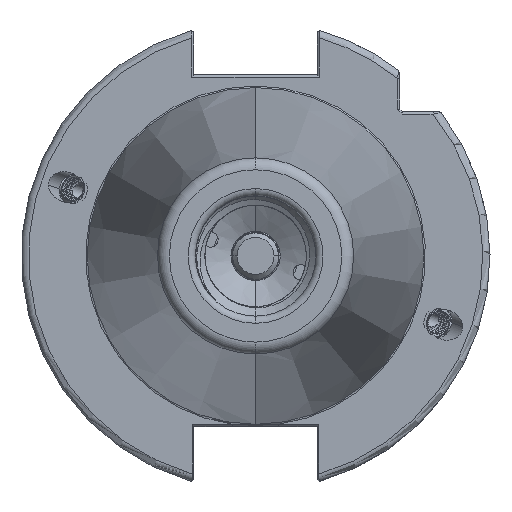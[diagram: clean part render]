
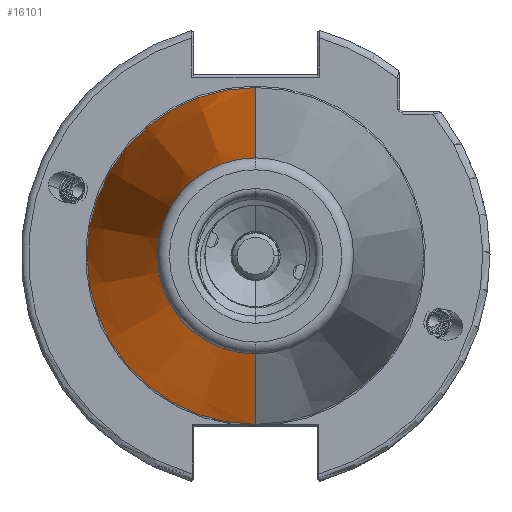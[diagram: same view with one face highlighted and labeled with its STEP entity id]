
A CAD part, left-side view. The second image highlights one B-rep face of the part: STEP entity #16101.
In plain terms, the highlighted conical face has half-angle 8.297 degrees and reference radius 35.392 mm.
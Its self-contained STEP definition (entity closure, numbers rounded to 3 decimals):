
#6565 = ORIENTED_EDGE ( 'NONE', *, *, #33616, .F. ) ;
#6583 = ORIENTED_EDGE ( 'NONE', *, *, #33614, .T. ) ;
#6587 = ORIENTED_EDGE ( 'NONE', *, *, #33572, .F. ) ;
#6626 = ORIENTED_EDGE ( 'NONE', *, *, #33583, .T. ) ;
#11052 = EDGE_LOOP ( 'NONE', ( #6626, #6583, #6565, #6587, #36941 ) ) ;
#12239 = VERTEX_POINT ( 'NONE', #40109 ) ;
#12266 = VERTEX_POINT ( 'NONE', #40154 ) ;
#12285 = VERTEX_POINT ( 'NONE', #40140 ) ;
#12327 = VERTEX_POINT ( 'NONE', #40227 ) ;
#12336 = VERTEX_POINT ( 'NONE', #40208 ) ;
#14720 = AXIS2_PLACEMENT_3D ( 'NONE', #23262, #23304, #23306 ) ;
#14763 = AXIS2_PLACEMENT_3D ( 'NONE', #22755, #22757, #22780 ) ;
#14836 = AXIS2_PLACEMENT_3D ( 'NONE', #22891, #22894, #22913 ) ;
#15417 = VECTOR ( 'NONE', #22884, 1000. ) ;
#15418 = CIRCLE ( 'NONE', #14836, 35.027 ) ;
#15440 = LINE ( 'NONE', #22843, #15417 ) ;
#15442 = LINE ( 'NONE', #22867, #15462 ) ;
#15462 = VECTOR ( 'NONE', #22854, 1000. ) ;
#15472 = CIRCLE ( 'NONE', #14763, 20.399 ) ;
#16101 = ADVANCED_FACE ( 'NONE', ( #24289 ), #24246, .T. ) ;
#22755 = CARTESIAN_POINT ( 'NONE',  ( -102.811, 0., 0. ) ) ;
#22757 = DIRECTION ( 'NONE',  ( 1., 0., 0. ) ) ;
#22780 = DIRECTION ( 'NONE',  ( 0., 0., 1. ) ) ;
#22843 = CARTESIAN_POINT ( 'NONE',  ( 0., 0., 35.392 ) ) ;
#22854 = DIRECTION ( 'NONE',  ( 0.99, 0., -0.144 ) ) ;
#22867 = CARTESIAN_POINT ( 'NONE',  ( 0., 0., -35.392 ) ) ;
#22884 = DIRECTION ( 'NONE',  ( 0.99, 0., 0.144 ) ) ;
#22891 = CARTESIAN_POINT ( 'NONE',  ( -2.5, 0., 0. ) ) ;
#22894 = DIRECTION ( 'NONE',  ( 1., 0., 0. ) ) ;
#22913 = DIRECTION ( 'NONE',  ( 0., 1., 0. ) ) ;
#23262 = CARTESIAN_POINT ( 'NONE',  ( -2.5, 0., 0. ) ) ;
#23304 = DIRECTION ( 'NONE',  ( 1., 0., 0. ) ) ;
#23306 = DIRECTION ( 'NONE',  ( 0., 1., 0. ) ) ;
#24246 = CONICAL_SURFACE ( 'NONE', #33421, 35.392, 0.145 ) ;
#24289 = FACE_OUTER_BOUND ( 'NONE', #11052, .T. ) ;
#33100 = CIRCLE ( 'NONE', #14720, 35.027 ) ;
#33421 = AXIS2_PLACEMENT_3D ( 'NONE', #40748, #40737, #40749 ) ;
#33572 = EDGE_CURVE ( 'NONE', #12266, #12285, #33100, .T. ) ;
#33583 = EDGE_CURVE ( 'NONE', #12327, #12239, #15472, .T. ) ;
#33599 = EDGE_CURVE ( 'NONE', #12327, #12266, #15442, .T. ) ;
#33614 = EDGE_CURVE ( 'NONE', #12239, #12336, #15440, .T. ) ;
#33616 = EDGE_CURVE ( 'NONE', #12285, #12336, #15418, .T. ) ;
#36941 = ORIENTED_EDGE ( 'NONE', *, *, #33599, .F. ) ;
#40109 = CARTESIAN_POINT ( 'NONE',  ( -102.811, 0., 20.399 ) ) ;
#40140 = CARTESIAN_POINT ( 'NONE',  ( -2.5, 35.027, 0. ) ) ;
#40154 = CARTESIAN_POINT ( 'NONE',  ( -2.5, 0., -35.027 ) ) ;
#40208 = CARTESIAN_POINT ( 'NONE',  ( -2.5, 0., 35.027 ) ) ;
#40227 = CARTESIAN_POINT ( 'NONE',  ( -102.811, 0., -20.399 ) ) ;
#40737 = DIRECTION ( 'NONE',  ( 1., 0., 0. ) ) ;
#40748 = CARTESIAN_POINT ( 'NONE',  ( 0., 0., 0. ) ) ;
#40749 = DIRECTION ( 'NONE',  ( 0., 0., -1. ) ) ;
